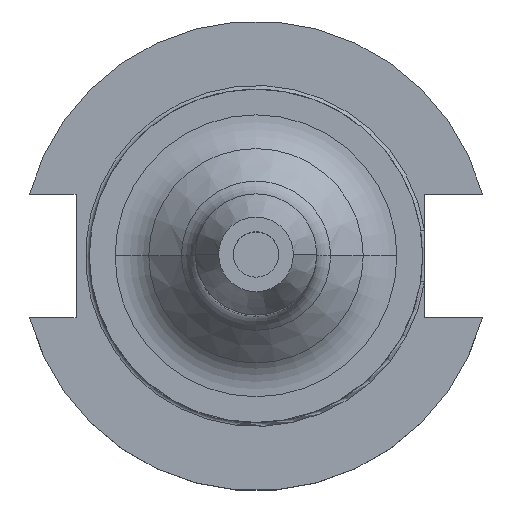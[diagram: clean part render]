
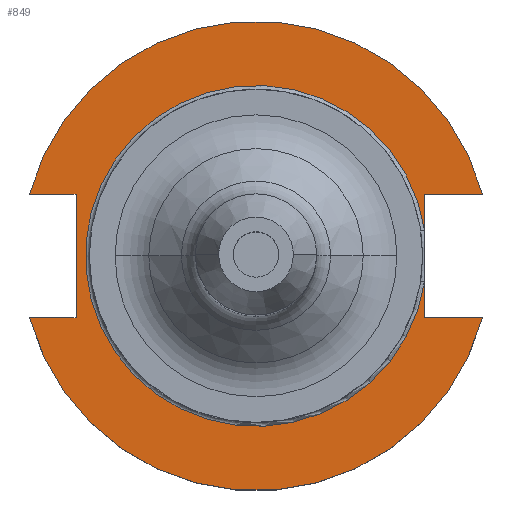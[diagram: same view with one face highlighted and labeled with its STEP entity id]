
A CAD part, top view. The second image highlights one B-rep face of the part: STEP entity #849.
In plain terms, the highlighted planar face has unit normal (0, 0, 1).
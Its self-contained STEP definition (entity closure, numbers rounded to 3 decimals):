
#14 = VECTOR ( 'NONE', #952, 1000. ) ;
#18 = ORIENTED_EDGE ( 'NONE', *, *, #447, .F. ) ;
#20 = AXIS2_PLACEMENT_3D ( 'NONE', #1397, #963, #546 ) ;
#62 = ORIENTED_EDGE ( 'NONE', *, *, #1323, .F. ) ;
#72 = EDGE_LOOP ( 'NONE', ( #1465, #1039, #1055, #62, #678, #92, #753, #18, #1066, #926 ) ) ;
#79 = VERTEX_POINT ( 'NONE', #185 ) ;
#83 = CARTESIAN_POINT ( 'NONE',  ( 0., 0., 19.05 ) ) ;
#92 = ORIENTED_EDGE ( 'NONE', *, *, #1458, .F. ) ;
#99 = VECTOR ( 'NONE', #1050, 1000. ) ;
#137 = FACE_OUTER_BOUND ( 'NONE', #72, .T. ) ;
#148 = EDGE_CURVE ( 'NONE', #1319, #79, #1263, .T. ) ;
#160 = EDGE_CURVE ( 'NONE', #1022, #993, #1179, .T. ) ;
#185 = CARTESIAN_POINT ( 'NONE',  ( -37.719, 12.954, 19.05 ) ) ;
#224 = VECTOR ( 'NONE', #306, 1000. ) ;
#264 = DIRECTION ( 'NONE',  ( 1., 0., 0. ) ) ;
#275 = CARTESIAN_POINT ( 'NONE',  ( 35.306, -5.455, 19.05 ) ) ;
#295 = VERTEX_POINT ( 'NONE', #1377 ) ;
#306 = DIRECTION ( 'NONE',  ( -1., 0., 0. ) ) ;
#315 = AXIS2_PLACEMENT_3D ( 'NONE', #83, #1214, #1384 ) ;
#362 = EDGE_CURVE ( 'NONE', #624, #1019, #1661, .T. ) ;
#390 = VECTOR ( 'NONE', #1891, 1000. ) ;
#409 = LINE ( 'NONE', #1009, #1187 ) ;
#447 = EDGE_CURVE ( 'NONE', #1022, #1319, #1193, .T. ) ;
#449 = AXIS2_PLACEMENT_3D ( 'NONE', #1718, #1166, #264 ) ;
#546 = DIRECTION ( 'NONE',  ( 1., 0., 0. ) ) ;
#576 = PLANE ( 'NONE',  #449 ) ;
#592 = LINE ( 'NONE', #1549, #933 ) ;
#610 = CARTESIAN_POINT ( 'NONE',  ( 0., 0., 19.05 ) ) ;
#614 = LINE ( 'NONE', #1882, #224 ) ;
#624 = VERTEX_POINT ( 'NONE', #922 ) ;
#678 = ORIENTED_EDGE ( 'NONE', *, *, #362, .T. ) ;
#721 = DIRECTION ( 'NONE',  ( 0., -1., 0. ) ) ;
#746 = CARTESIAN_POINT ( 'NONE',  ( -47.477, -12.954, 19.05 ) ) ;
#753 = ORIENTED_EDGE ( 'NONE', *, *, #148, .F. ) ;
#849 = ADVANCED_FACE ( 'NONE', ( #137 ), #576, .T. ) ;
#909 = VERTEX_POINT ( 'NONE', #1475 ) ;
#922 = CARTESIAN_POINT ( 'NONE',  ( 47.477, 12.954, 19.05 ) ) ;
#926 = ORIENTED_EDGE ( 'NONE', *, *, #939, .F. ) ;
#933 = VECTOR ( 'NONE', #721, 1000. ) ;
#939 = EDGE_CURVE ( 'NONE', #295, #993, #1592, .T. ) ;
#951 = VECTOR ( 'NONE', #1816, 1000. ) ;
#952 = DIRECTION ( 'NONE',  ( 1., 0., 0. ) ) ;
#956 = CARTESIAN_POINT ( 'NONE',  ( -63.719, -12.954, 19.05 ) ) ;
#963 = DIRECTION ( 'NONE',  ( 0., 0., 1. ) ) ;
#979 = EDGE_CURVE ( 'NONE', #1758, #909, #1876, .T. ) ;
#993 = VERTEX_POINT ( 'NONE', #1463 ) ;
#1009 = CARTESIAN_POINT ( 'NONE',  ( 35.306, 12.954, 19.05 ) ) ;
#1019 = VERTEX_POINT ( 'NONE', #1743 ) ;
#1020 = DIRECTION ( 'NONE',  ( 0., 0., -1. ) ) ;
#1022 = VERTEX_POINT ( 'NONE', #746 ) ;
#1023 = DIRECTION ( 'NONE',  ( 0., -1., 0. ) ) ;
#1039 = ORIENTED_EDGE ( 'NONE', *, *, #979, .T. ) ;
#1050 = DIRECTION ( 'NONE',  ( 0., 1., 0. ) ) ;
#1055 = ORIENTED_EDGE ( 'NONE', *, *, #1271, .F. ) ;
#1056 = CARTESIAN_POINT ( 'NONE',  ( -37.719, 12.954, 19.05 ) ) ;
#1066 = ORIENTED_EDGE ( 'NONE', *, *, #160, .T. ) ;
#1098 = EDGE_CURVE ( 'NONE', #1758, #295, #592, .T. ) ;
#1111 = CARTESIAN_POINT ( 'NONE',  ( -63.719, 12.954, 19.05 ) ) ;
#1126 = VERTEX_POINT ( 'NONE', #1713 ) ;
#1137 = AXIS2_PLACEMENT_3D ( 'NONE', #610, #1020, #1468 ) ;
#1166 = DIRECTION ( 'NONE',  ( 0., 0., 1. ) ) ;
#1179 = CIRCLE ( 'NONE', #315, 49.212 ) ;
#1187 = VECTOR ( 'NONE', #1023, 1000. ) ;
#1193 = LINE ( 'NONE', #956, #14 ) ;
#1214 = DIRECTION ( 'NONE',  ( 0., 0., 1. ) ) ;
#1248 = LINE ( 'NONE', #1111, #951 ) ;
#1263 = LINE ( 'NONE', #1056, #99 ) ;
#1271 = EDGE_CURVE ( 'NONE', #1126, #909, #409, .T. ) ;
#1319 = VERTEX_POINT ( 'NONE', #1449 ) ;
#1323 = EDGE_CURVE ( 'NONE', #624, #1126, #614, .T. ) ;
#1377 = CARTESIAN_POINT ( 'NONE',  ( 35.306, -12.954, 19.05 ) ) ;
#1384 = DIRECTION ( 'NONE',  ( 1., 0., 0. ) ) ;
#1397 = CARTESIAN_POINT ( 'NONE',  ( 0., 0., 19.05 ) ) ;
#1449 = CARTESIAN_POINT ( 'NONE',  ( -37.719, -12.954, 19.05 ) ) ;
#1458 = EDGE_CURVE ( 'NONE', #79, #1019, #1248, .T. ) ;
#1463 = CARTESIAN_POINT ( 'NONE',  ( 47.477, -12.954, 19.05 ) ) ;
#1465 = ORIENTED_EDGE ( 'NONE', *, *, #1098, .F. ) ;
#1468 = DIRECTION ( 'NONE',  ( 1., 0., 0. ) ) ;
#1475 = CARTESIAN_POINT ( 'NONE',  ( 35.306, 5.455, 19.05 ) ) ;
#1549 = CARTESIAN_POINT ( 'NONE',  ( 35.306, 12.954, 19.05 ) ) ;
#1592 = LINE ( 'NONE', #1762, #390 ) ;
#1661 = CIRCLE ( 'NONE', #20, 49.212 ) ;
#1713 = CARTESIAN_POINT ( 'NONE',  ( 35.306, 12.954, 19.05 ) ) ;
#1718 = CARTESIAN_POINT ( 'NONE',  ( 0., 49.212, 19.05 ) ) ;
#1743 = CARTESIAN_POINT ( 'NONE',  ( -47.477, 12.954, 19.05 ) ) ;
#1758 = VERTEX_POINT ( 'NONE', #275 ) ;
#1762 = CARTESIAN_POINT ( 'NONE',  ( 35.306, -12.954, 19.05 ) ) ;
#1816 = DIRECTION ( 'NONE',  ( -1., 0., 0. ) ) ;
#1876 = CIRCLE ( 'NONE', #1137, 35.725 ) ;
#1882 = CARTESIAN_POINT ( 'NONE',  ( 35.306, 12.954, 19.05 ) ) ;
#1891 = DIRECTION ( 'NONE',  ( 1., 0., 0. ) ) ;
